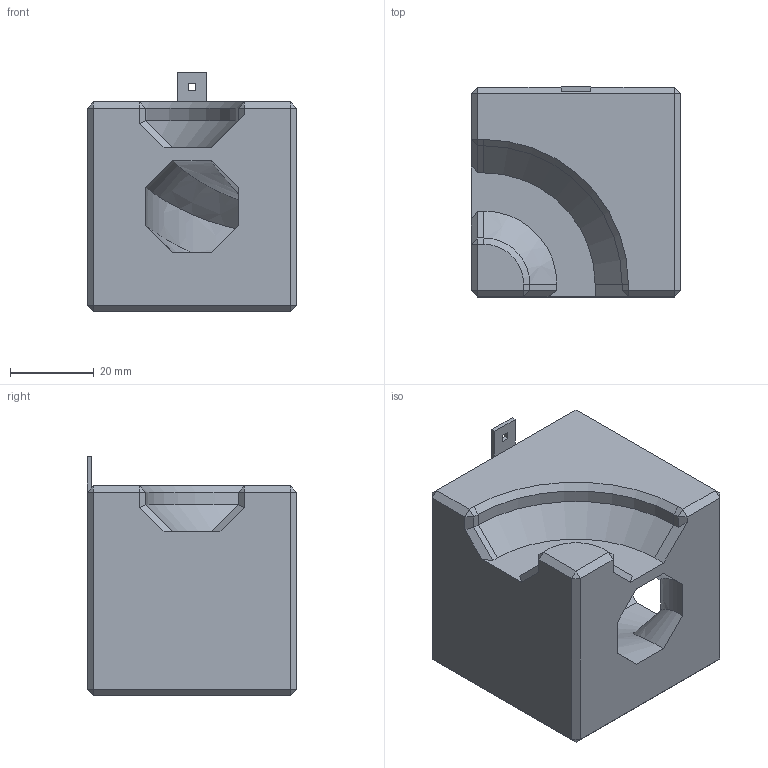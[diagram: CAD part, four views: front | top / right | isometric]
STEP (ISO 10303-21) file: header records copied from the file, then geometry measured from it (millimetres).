
FILE_DESCRIPTION (( 'STEP AP214' ), '1' );
FILE_NAME ('Cuboro_7.STEP', '2022-02-24T20:13:12', ( '' ), ( '' ), 'SwSTEP 2.0', 'SolidWorks 2019', '' );
FILE_SCHEMA (( 'AUTOMOTIVE_DESIGN' ));
Length unit declared in the file: millimetre
Products named in the file (1): Cuboro_7
Bounding box: 50 x 50 x 57 mm (x, y, z)
Volume: 99904.3 mm3; surface area: 16936.1 mm2
Topology: 1 solids, 1 shells, 75 faces, 172 edges, 99 vertices
Faces by surface type: plane 61, bspline 8, cone 4, cylinder 2
Entity records: 2164 total; most frequent: CARTESIAN_POINT 491, ORIENTED_EDGE 344, DIRECTION 308, EDGE_CURVE 172, LINE 156, VECTOR 156, VERTEX_POINT 99, EDGE_LOOP 79
